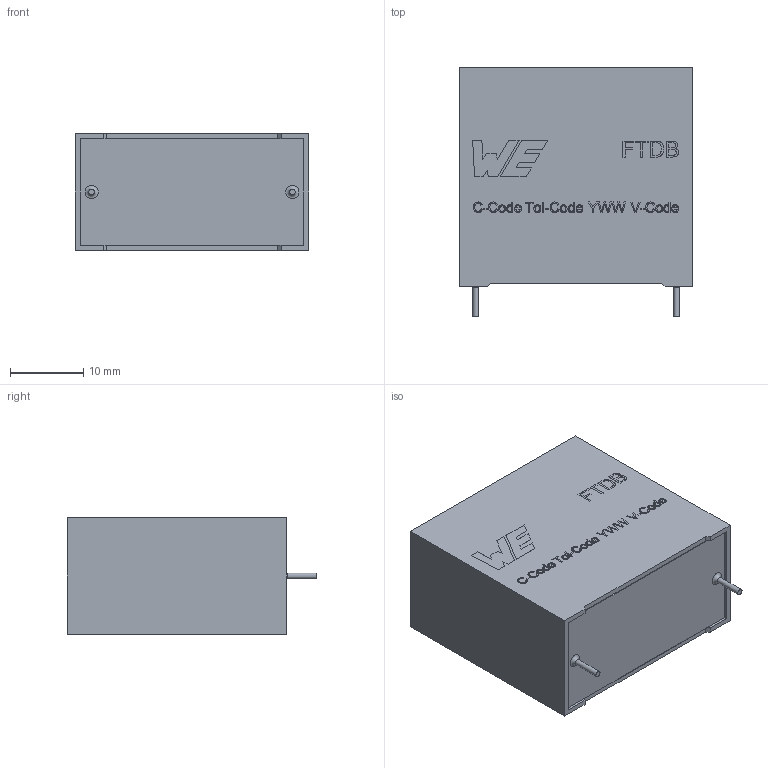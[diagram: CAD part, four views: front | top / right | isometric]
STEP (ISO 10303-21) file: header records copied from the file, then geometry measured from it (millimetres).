
FILE_DESCRIPTION(/* description */ ('Unknown'),/* implementation_level */ '2;1');
FILE_NAME(/* name */ '27.5x32x16x30',/* time_stamp */ '2024-12-11T10:45:19+08:00',/* author */ ('Unknown'),/* organization */ ('Unknown'),/* preprocessor_version */ 'ST-DEVELOPER v19.4',/* originating_system */ 'Solid Edge',/* authorisation */ 'Unknown');
FILE_SCHEMA (('AUTOMOTIVE_DESIGN {1 0 10303 214 3 1 1}'));
Length unit declared in the file: millimetre
Products named in the file (3): 27.5x32x16x30; Body; Shield
Assembly tree (2 placements, depth 2):
  27.5x32x16x30
    Body
    Shield
Bounding box: 32 x 34.15 x 16 mm (x, y, z)
Volume: 15349.6 mm3; surface area: 10075.3 mm2
Topology: 2 solids, 2 shells, 255 faces, 621 edges, 414 vertices
Faces by surface type: plane 198, bspline 53, cylinder 2, torus 2
Full cylindrical faces by diameter (mm): 0.8 x2
Entity records: 11522 total; most frequent: CARTESIAN_POINT 4300, ORIENTED_EDGE 1208, DIRECTION 809, EDGE_CURVE 604, VERTEX_POINT 412, LINE 387, VECTOR 387, EDGE_LOOP 314
